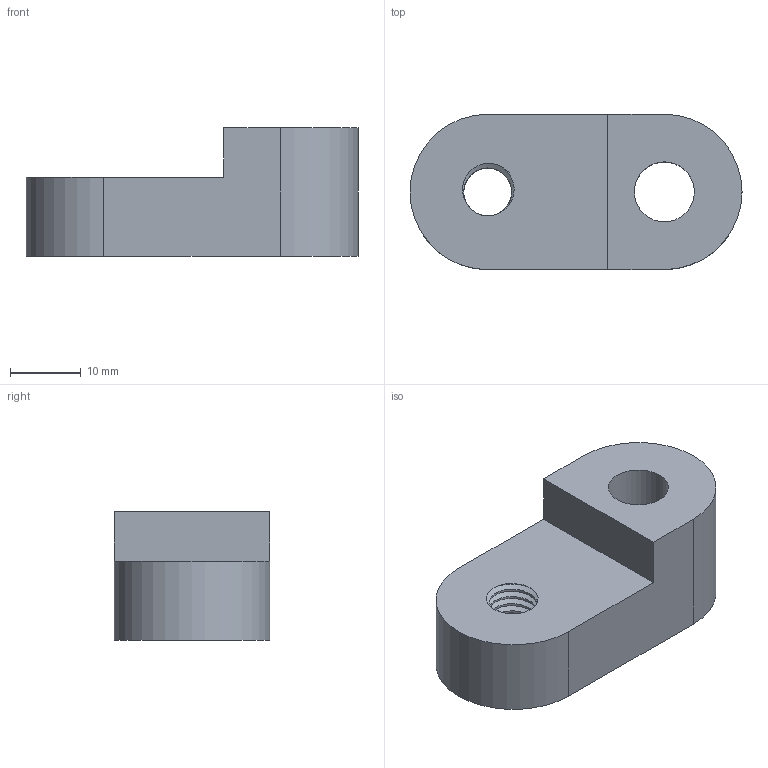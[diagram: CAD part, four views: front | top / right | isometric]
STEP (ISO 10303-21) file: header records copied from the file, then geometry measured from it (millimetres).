
FILE_DESCRIPTION(/* description */ (''),/* implementation_level */ '2;1');
FILE_NAME(/* name */ 'REPOSE PIED BLACK gauche 25mm v1.step',/* time_stamp */ '2024-04-17T11:03:24+02:00',/* author */ (''),/* organization */ (''),/* preprocessor_version */ 'ST-DEVELOPER v20',/* originating_system */ 'Autodesk Translation Framework v12.20.1.177',/* authorisation */ '');
FILE_SCHEMA (('AUTOMOTIVE_DESIGN { 1 0 10303 214 3 1 1 }'));
Length unit declared in the file: millimetre
Products named in the file (1): REPOSE PIED BLACK gauche 25mm
Bounding box: 47 x 22 x 18.2 mm (x, y, z)
Volume: 11470.8 mm3; surface area: 4417.3 mm2
Topology: 1 solids, 1 shells, 31 faces, 87 edges, 58 vertices
Faces by surface type: cylinder 23, plane 6, bspline 2
Full cylindrical faces by diameter (mm): 6.779 x4, 8.17 x2, 8.5 x1
Entity records: 2375 total; most frequent: CARTESIAN_POINT 1614, ORIENTED_EDGE 174, DIRECTION 113, EDGE_CURVE 87, VERTEX_POINT 58, B_SPLINE_CURVE_WITH_KNOTS 44, AXIS2_PLACEMENT_3D 40, EDGE_LOOP 35
